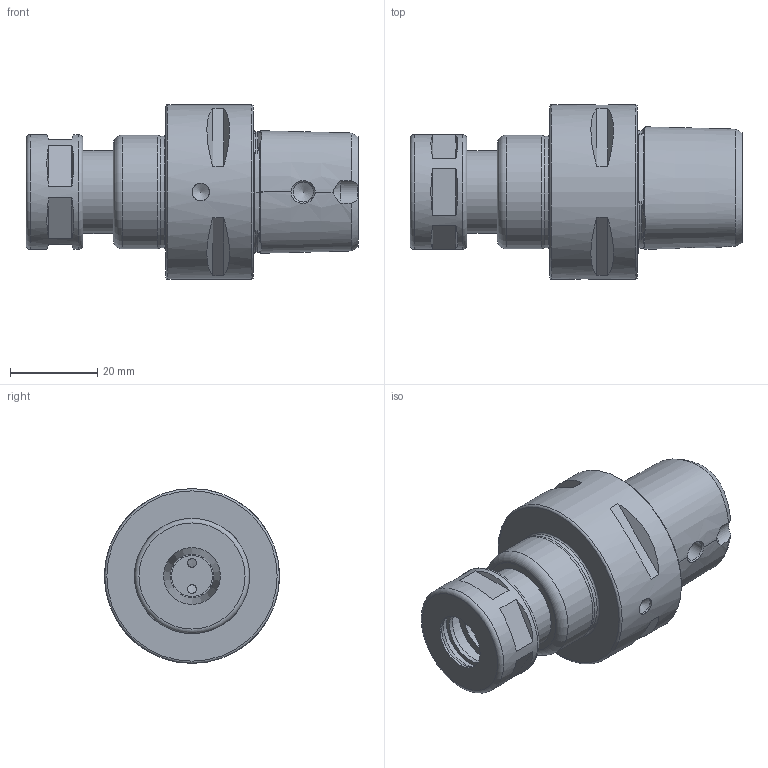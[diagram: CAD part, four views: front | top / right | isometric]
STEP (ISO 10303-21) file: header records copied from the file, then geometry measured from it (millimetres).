
FILE_DESCRIPTION((''),'2;1');
FILE_NAME('670000409052-3D.stp','2021-01-28T11:52:11',('nttooll'),(''),'Autodesk Inventor 2012','Autodesk Inventor 2012','');
FILE_SCHEMA(('AUTOMOTIVE_DESIGN { 1 0 10303 214 1 1 1 1 }'));
Length unit declared in the file: millimetre
Products named in the file (1): 670000409052-3D
Bounding box: 76 x 40 x 40 mm (x, y, z)
Volume: 42121.3 mm3; surface area: 13971.1 mm2
Topology: 1 solids, 2 shells, 135 faces, 293 edges, 184 vertices
Faces by surface type: plane 53, cylinder 32, cone 25, bspline 16, torus 9
Full cylindrical faces by diameter (mm): 2 x2, 4 x1, 4.599 x2, 4.6 x1, 9.3 x1, 10.5 x1, 11 x1, 13 x1, 13.5 x1, 14 x2, 14.5 x1, 15.5 x1, 18 x2, 19 x2, 20 x1, 25.6 x1, 26 x1, 26.3 x1, 40 x1
Entity records: 6839 total; most frequent: CARTESIAN_POINT 4178, DIRECTION 502, ORIENTED_EDGE 452, EDGE_CURVE 226, AXIS2_PLACEMENT_3D 222, EDGE_LOOP 214, VERTEX_POINT 170, FACE_OUTER_BOUND 133
